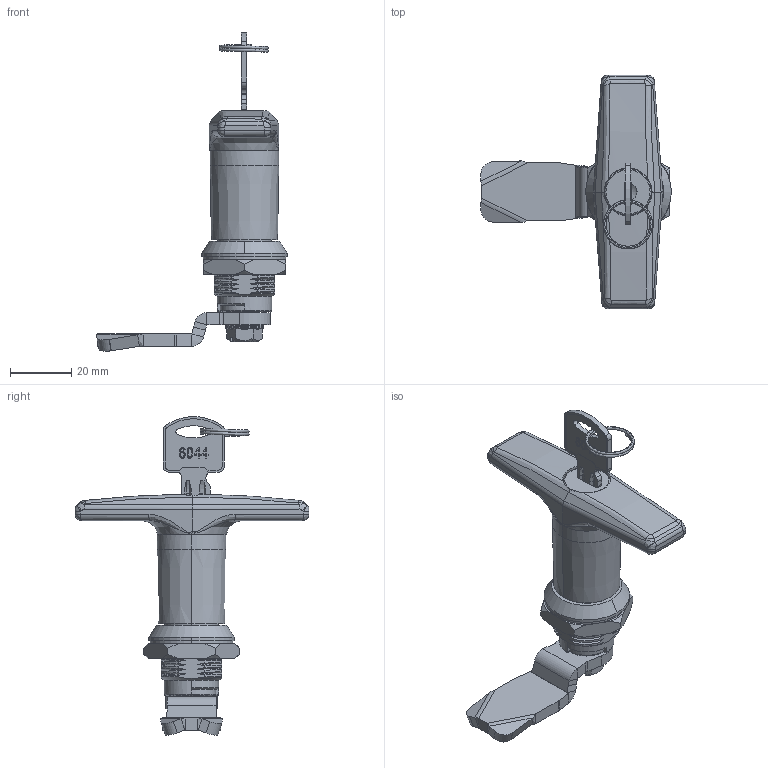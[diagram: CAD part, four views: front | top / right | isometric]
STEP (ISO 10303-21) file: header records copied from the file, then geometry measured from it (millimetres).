
FILE_DESCRIPTION (( 'STEP AP203' ), '1' );
FILE_NAME ('KM07.1.5.01.64.2.STEP', '2022-07-28T13:33:18', ( '' ), ( '' ), 'SwSTEP 2.0', 'SolidWorks 2021', '' );
FILE_SCHEMA (( 'CONFIG_CONTROL_DESIGN' ));
Length unit declared in the file: millimetre
Products named in the file (1): KM07.1.5.01.64.2
Bounding box: 62.31 x 76.49 x 104.14 mm (x, y, z)
Surface area: 15574.6 mm2 (no closed solid volume)
Topology: 0 solids, 33 shells, 513 faces, 1689 edges, 1163 vertices
Faces by surface type: plane 191, bspline 147, cylinder 125, cone 41, torus 9
Entity records: 27190 total; most frequent: CARTESIAN_POINT 14284, ORIENTED_EDGE 2796, DIRECTION 2043, EDGE_CURVE 1677, VERTEX_POINT 1163, LINE 761, VECTOR 761, AXIS2_PLACEMENT_3D 641
